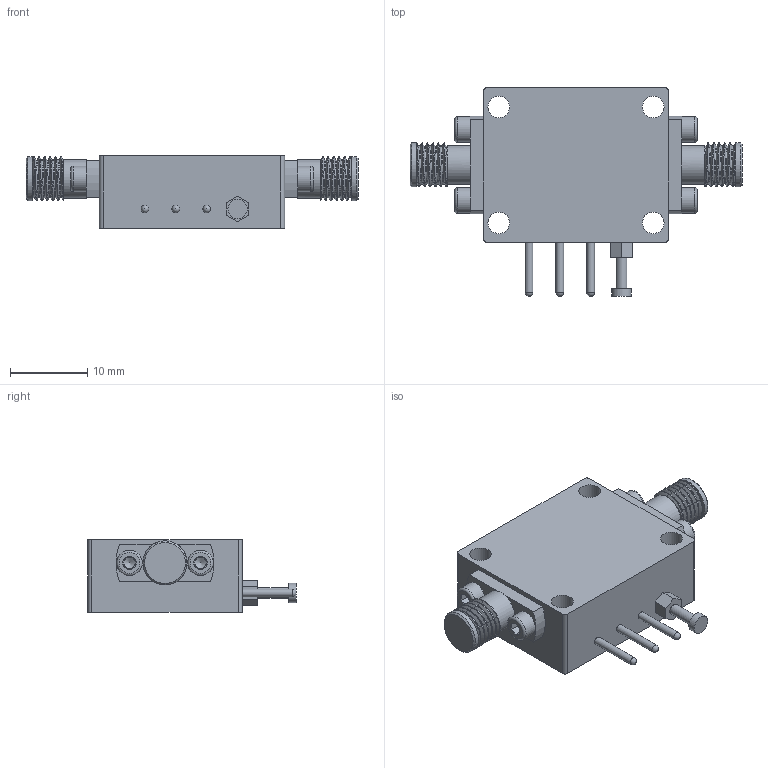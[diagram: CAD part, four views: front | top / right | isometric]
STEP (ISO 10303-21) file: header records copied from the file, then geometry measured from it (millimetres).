
FILE_DESCRIPTION(/* description */ (''),/* implementation_level */ '2;1');
FILE_NAME(/* name */ 'SPST005500GA45A.stp',/* time_stamp */ '2024-05-10T21:47:37+08:00',/* author */ (''),/* organization */ (''),/* preprocessor_version */ 'ST-DEVELOPER v16.7',/* originating_system */ 'SIEMENS PLM Software NX 12.0',/* authorisation */ '');
FILE_SCHEMA (('AUTOMOTIVE_DESIGN { 1 0 10303 214 3 1 1 1 }'));
Length unit declared in the file: millimetre
Products named in the file (1): CaiX4FE46F189r3p
Bounding box: 43 x 27 x 9.4 mm (x, y, z)
Volume: 4907.4 mm3; surface area: 3145.1 mm2
Topology: 7 solids, 7 shells, 407 faces, 907 edges, 521 vertices
Faces by surface type: bspline 220, plane 97, cylinder 45, cone 34, torus 8, sphere 3
Full cylindrical faces by diameter (mm): 1 x3, 1.4 x1, 1.886 x4, 2.5 x1, 2.6 x4, 2.8 x4, 3.3 x4, 5 x2, 5.7 x12
Entity records: 10390 total; most frequent: CARTESIAN_POINT 4254, ORIENTED_EDGE 1644, EDGE_CURVE 822, DIRECTION 746, VERTEX_POINT 498, EDGE_LOOP 464, ADVANCED_FACE 395, FACE_OUTER_BOUND 333
